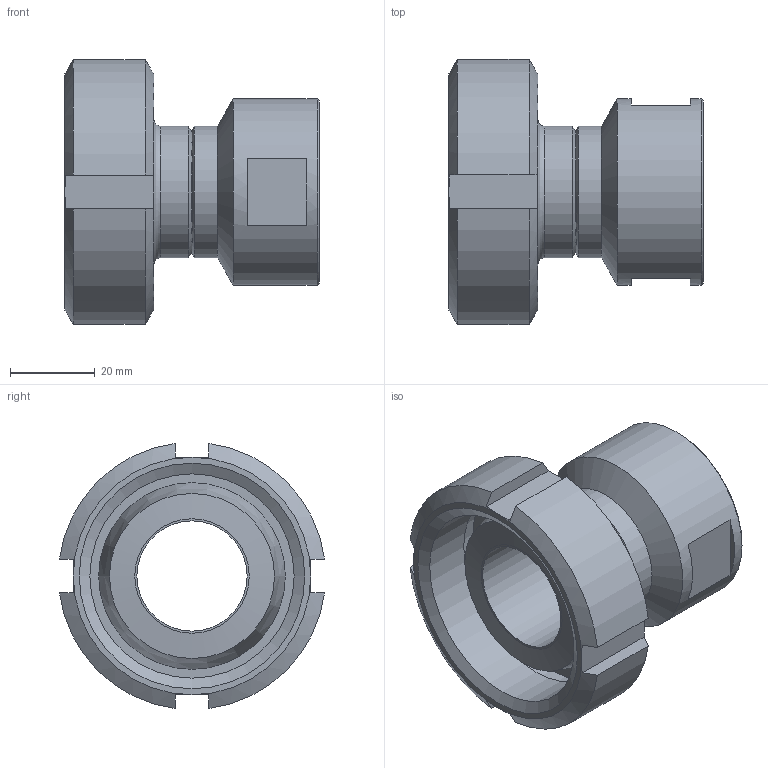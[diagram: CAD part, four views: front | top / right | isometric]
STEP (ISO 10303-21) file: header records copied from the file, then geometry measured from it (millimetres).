
FILE_DESCRIPTION((''),'2;1');
FILE_NAME('13000025X.stp','2010-08-11T10:48:08',('thilbrands'),(''),'Autodesk Inventor 2008','Autodesk Inventor 2008','');
FILE_SCHEMA(('AUTOMOTIVE_DESIGN { 1 0 10303 214 1 1 1 1 }'));
Length unit declared in the file: millimetre
Products named in the file (4): 130000151; ENG-007296-DN25; 110000106-DN25; 141070101-DN25
Assembly tree (3 placements, depth 2):
  130000151
    ENG-007296-DN25
    110000106-DN25
    141070101-DN25
Bounding box: 60 x 62.49 x 62.49 mm (x, y, z)
Volume: 53906.6 mm3; surface area: 25861.5 mm2
Topology: 3 solids, 3 shells, 62 faces, 131 edges, 81 vertices
Faces by surface type: plane 26, cone 17, cylinder 15, bspline 4
Full cylindrical faces by diameter (mm): 26 x2, 30.94 x1, 31 x2, 33.249 x1, 35 x1, 36 x1, 44 x1, 48.19 x1, 52.4 x1
Entity records: 1658 total; most frequent: CARTESIAN_POINT 372, DIRECTION 256, ORIENTED_EDGE 214, AXIS2_PLACEMENT_3D 116, EDGE_CURVE 107, EDGE_LOOP 96, VERTEX_POINT 79, FACE_OUTER_BOUND 62
